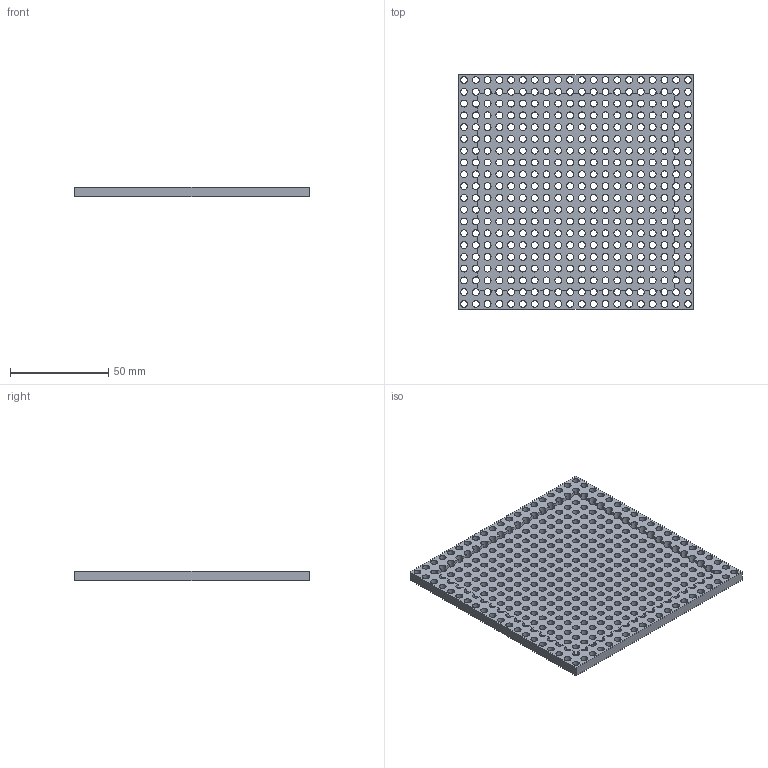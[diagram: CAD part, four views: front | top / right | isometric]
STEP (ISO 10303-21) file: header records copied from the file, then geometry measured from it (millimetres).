
FILE_DESCRIPTION(/* description */ (''),/* implementation_level */ '2;1');
FILE_NAME(/* name */ 'pcb_holder_1.step',/* time_stamp */ '2023-09-21T20:36:54+10:00',/* author */ (''),/* organization */ (''),/* preprocessor_version */ 'ST-DEVELOPER v20',/* originating_system */ 'Autodesk Translation Framework v12.9.0.99',/* authorisation */ '');
FILE_SCHEMA (('AUTOMOTIVE_DESIGN { 1 0 10303 214 3 1 1 }'));
Length unit declared in the file: millimetre
Products named in the file (1): pcb_holder_1
Bounding box: 119.5 x 119.5 x 5 mm (x, y, z)
Volume: 39725.1 mm3; surface area: 40444.5 mm2
Topology: 1 solids, 1 shells, 475 faces, 1620 edges, 1080 vertices
Faces by surface type: cylinder 400, plane 75
Full cylindrical faces by diameter (mm): 3.3 x3, 3.5 x397
Entity records: 19750 total; most frequent: DIRECTION 3508, ORIENTED_EDGE 3240, CARTESIAN_POINT 3176, EDGE_CURVE 1620, AXIS2_PLACEMENT_3D 1412, EDGE_LOOP 1208, VERTEX_POINT 1080, CIRCLE 936
